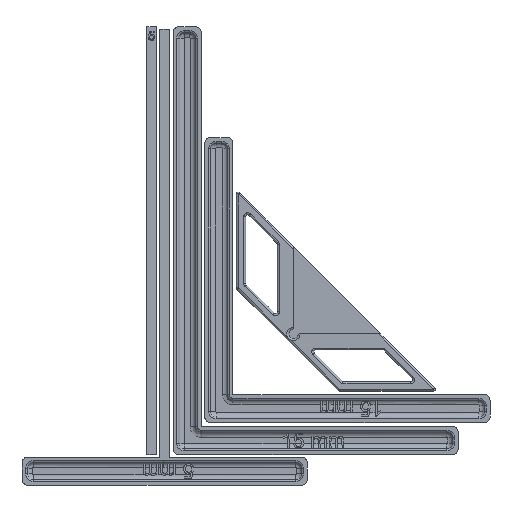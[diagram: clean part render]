
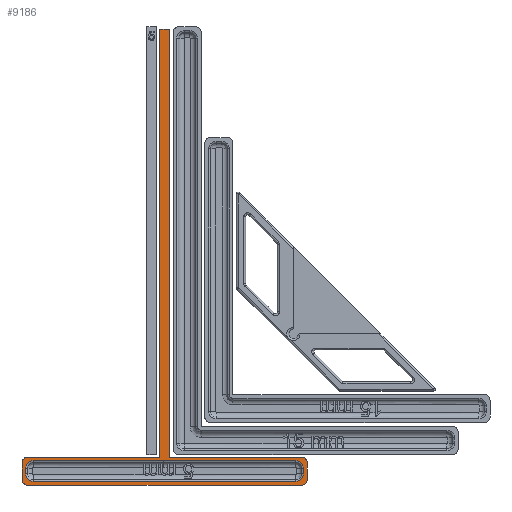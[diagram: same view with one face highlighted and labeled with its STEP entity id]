
A CAD part, top view. The second image highlights one B-rep face of the part: STEP entity #9186.
In plain terms, the highlighted planar face has unit normal (0, 0, 1).
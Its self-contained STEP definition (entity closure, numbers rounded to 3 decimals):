
#310=FACE_BOUND('',#1774,.T.);
#1260=FACE_OUTER_BOUND('',#1773,.T.);
#1773=EDGE_LOOP('',(#8145,#8146,#8147,#8148,#8149,#8150,#8151,#8152,#8153,
#8154,#8155,#8156));
#1774=EDGE_LOOP('',(#8157,#8158,#8159,#8160,#8161,#8162,#8163,#8164,#8165));
#2411=LINE('',#18000,#3130);
#2412=LINE('',#18009,#3131);
#2413=LINE('',#18017,#3132);
#2466=LINE('',#18680,#3185);
#2467=LINE('',#18684,#3186);
#2468=LINE('',#18692,#3187);
#2469=LINE('',#18696,#3188);
#2470=LINE('',#18700,#3189);
#2471=LINE('',#18702,#3190);
#2472=LINE('',#18704,#3191);
#2473=LINE('',#18706,#3192);
#2474=LINE('',#18708,#3193);
#2475=LINE('',#18711,#3194);
#3130=VECTOR('',#11486,10.);
#3131=VECTOR('',#11499,10.);
#3132=VECTOR('',#11510,10.);
#3185=VECTOR('',#11609,10.);
#3186=VECTOR('',#11614,10.);
#3187=VECTOR('',#11623,10.);
#3188=VECTOR('',#11626,10.);
#3189=VECTOR('',#11629,10.);
#3190=VECTOR('',#11630,10.);
#3191=VECTOR('',#11631,10.);
#3192=VECTOR('',#11632,10.);
#3193=VECTOR('',#11633,10.);
#3194=VECTOR('',#11636,10.);
#3478=CIRCLE('',#9831,4.);
#3481=CIRCLE('',#9836,4.);
#3484=CIRCLE('',#9859,4.);
#3487=CIRCLE('',#9865,4.);
#3488=CIRCLE('',#9867,3.);
#3489=CIRCLE('',#9868,3.);
#3490=CIRCLE('',#9869,3.);
#3491=CIRCLE('',#9870,3.);
#4229=VERTEX_POINT('',#17997);
#4230=VERTEX_POINT('',#17999);
#4231=VERTEX_POINT('',#18003);
#4232=VERTEX_POINT('',#18007);
#4233=VERTEX_POINT('',#18011);
#4234=VERTEX_POINT('',#18015);
#4313=VERTEX_POINT('',#18674);
#4314=VERTEX_POINT('',#18678);
#4315=VERTEX_POINT('',#18682);
#4316=VERTEX_POINT('',#18688);
#4317=VERTEX_POINT('',#18689);
#4318=VERTEX_POINT('',#18691);
#4319=VERTEX_POINT('',#18693);
#4320=VERTEX_POINT('',#18695);
#4321=VERTEX_POINT('',#18697);
#4322=VERTEX_POINT('',#18699);
#4323=VERTEX_POINT('',#18701);
#4324=VERTEX_POINT('',#18703);
#4325=VERTEX_POINT('',#18705);
#4326=VERTEX_POINT('',#18707);
#4327=VERTEX_POINT('',#18709);
#5507=EDGE_CURVE('',#4229,#4230,#2411,.T.);
#5510=EDGE_CURVE('',#4231,#4229,#3478,.T.);
#5512=EDGE_CURVE('',#4232,#4231,#2412,.T.);
#5514=EDGE_CURVE('',#4233,#4232,#3481,.T.);
#5516=EDGE_CURVE('',#4234,#4233,#2413,.T.);
#5627=EDGE_CURVE('',#4313,#4234,#3484,.T.);
#5629=EDGE_CURVE('',#4314,#4313,#2466,.T.);
#5631=EDGE_CURVE('',#4315,#4314,#2467,.T.);
#5632=EDGE_CURVE('',#4230,#4315,#3487,.T.);
#5633=EDGE_CURVE('',#4316,#4317,#3488,.T.);
#5634=EDGE_CURVE('',#4316,#4318,#2468,.T.);
#5635=EDGE_CURVE('',#4319,#4318,#3489,.T.);
#5636=EDGE_CURVE('',#4319,#4320,#2469,.T.);
#5637=EDGE_CURVE('',#4321,#4320,#3490,.T.);
#5638=EDGE_CURVE('',#4321,#4322,#2470,.T.);
#5639=EDGE_CURVE('',#4322,#4323,#2471,.T.);
#5640=EDGE_CURVE('',#4323,#4324,#2472,.T.);
#5641=EDGE_CURVE('',#4324,#4325,#2473,.T.);
#5642=EDGE_CURVE('',#4325,#4326,#2474,.T.);
#5643=EDGE_CURVE('',#4327,#4326,#3491,.T.);
#5644=EDGE_CURVE('',#4327,#4317,#2475,.T.);
#8145=ORIENTED_EDGE('',*,*,#5633,.F.);
#8146=ORIENTED_EDGE('',*,*,#5634,.T.);
#8147=ORIENTED_EDGE('',*,*,#5635,.F.);
#8148=ORIENTED_EDGE('',*,*,#5636,.T.);
#8149=ORIENTED_EDGE('',*,*,#5637,.F.);
#8150=ORIENTED_EDGE('',*,*,#5638,.T.);
#8151=ORIENTED_EDGE('',*,*,#5639,.T.);
#8152=ORIENTED_EDGE('',*,*,#5640,.T.);
#8153=ORIENTED_EDGE('',*,*,#5641,.T.);
#8154=ORIENTED_EDGE('',*,*,#5642,.T.);
#8155=ORIENTED_EDGE('',*,*,#5643,.F.);
#8156=ORIENTED_EDGE('',*,*,#5644,.T.);
#8157=ORIENTED_EDGE('',*,*,#5507,.F.);
#8158=ORIENTED_EDGE('',*,*,#5510,.F.);
#8159=ORIENTED_EDGE('',*,*,#5512,.F.);
#8160=ORIENTED_EDGE('',*,*,#5514,.F.);
#8161=ORIENTED_EDGE('',*,*,#5516,.F.);
#8162=ORIENTED_EDGE('',*,*,#5627,.F.);
#8163=ORIENTED_EDGE('',*,*,#5629,.F.);
#8164=ORIENTED_EDGE('',*,*,#5631,.F.);
#8165=ORIENTED_EDGE('',*,*,#5632,.F.);
#8722=PLANE('',#9866);
#9186=ADVANCED_FACE('',(#1260,#310),#8722,.T.);
#9831=AXIS2_PLACEMENT_3D('',#18005,#11493,#11494);
#9836=AXIS2_PLACEMENT_3D('',#18013,#11504,#11505);
#9859=AXIS2_PLACEMENT_3D('',#18676,#11603,#11604);
#9865=AXIS2_PLACEMENT_3D('',#18686,#11617,#11618);
#9866=AXIS2_PLACEMENT_3D('',#18687,#11619,#11620);
#9867=AXIS2_PLACEMENT_3D('',#18690,#11621,#11622);
#9868=AXIS2_PLACEMENT_3D('',#18694,#11624,#11625);
#9869=AXIS2_PLACEMENT_3D('',#18698,#11627,#11628);
#9870=AXIS2_PLACEMENT_3D('',#18710,#11634,#11635);
#11486=DIRECTION('',(0.,-1.,0.));
#11493=DIRECTION('center_axis',(0.,0.,1.));
#11494=DIRECTION('ref_axis',(-0.707,0.707,0.));
#11499=DIRECTION('',(-1.,0.,0.));
#11504=DIRECTION('center_axis',(0.,0.,1.));
#11505=DIRECTION('ref_axis',(0.707,0.707,0.));
#11510=DIRECTION('',(0.,1.,0.));
#11603=DIRECTION('center_axis',(0.,0.,1.));
#11604=DIRECTION('ref_axis',(0.707,-0.707,0.));
#11609=DIRECTION('',(1.,0.,0.));
#11614=DIRECTION('',(1.,0.,0.));
#11617=DIRECTION('center_axis',(0.,0.,1.));
#11618=DIRECTION('ref_axis',(-0.707,-0.707,0.));
#11619=DIRECTION('center_axis',(0.,0.,1.));
#11620=DIRECTION('ref_axis',(1.,0.,0.));
#11621=DIRECTION('center_axis',(0.,0.,-1.));
#11622=DIRECTION('ref_axis',(0.707,0.707,0.));
#11623=DIRECTION('',(-1.,0.,0.));
#11624=DIRECTION('center_axis',(0.,0.,-1.));
#11625=DIRECTION('ref_axis',(-0.707,0.707,0.));
#11626=DIRECTION('',(0.,-1.,0.));
#11627=DIRECTION('center_axis',(0.,0.,-1.));
#11628=DIRECTION('ref_axis',(-0.707,-0.707,0.));
#11629=DIRECTION('',(1.,0.,0.));
#11630=DIRECTION('',(0.,-1.,0.));
#11631=DIRECTION('',(1.,0.,0.));
#11632=DIRECTION('',(0.,1.,0.));
#11633=DIRECTION('',(1.,0.,0.));
#11634=DIRECTION('center_axis',(0.,0.,-1.));
#11635=DIRECTION('ref_axis',(0.707,-0.707,0.));
#11636=DIRECTION('',(0.,1.,0.));
#17997=CARTESIAN_POINT('',(-81.697,240.,5.));
#17999=CARTESIAN_POINT('',(-81.697,237.,5.));
#18000=CARTESIAN_POINT('',(-81.697,180.6,5.));
#18003=CARTESIAN_POINT('',(-77.697,244.,5.));
#18005=CARTESIAN_POINT('Origin',(-77.697,240.,5.));
#18007=CARTESIAN_POINT('',(62.7,244.,5.));
#18009=CARTESIAN_POINT('',(-42.598,244.,5.));
#18011=CARTESIAN_POINT('',(66.7,240.,5.));
#18013=CARTESIAN_POINT('Origin',(62.7,240.,5.));
#18015=CARTESIAN_POINT('',(66.7,237.,5.));
#18017=CARTESIAN_POINT('',(66.7,182.1,5.));
#18674=CARTESIAN_POINT('',(62.7,233.,5.));
#18676=CARTESIAN_POINT('Origin',(62.7,237.,5.));
#18678=CARTESIAN_POINT('',(-7.,233.,5.));
#18680=CARTESIAN_POINT('',(27.601,233.,5.));
#18682=CARTESIAN_POINT('',(-77.697,233.,5.));
#18684=CARTESIAN_POINT('',(-7.249,233.,5.));
#18686=CARTESIAN_POINT('Origin',(-77.697,237.,5.));
#18687=CARTESIAN_POINT('Origin',(-7.499,124.2,5.));
#18688=CARTESIAN_POINT('',(65.7,246.,5.));
#18689=CARTESIAN_POINT('',(68.7,243.,5.));
#18690=CARTESIAN_POINT('Origin',(65.7,243.,5.));
#18691=CARTESIAN_POINT('',(-80.697,246.,5.));
#18692=CARTESIAN_POINT('',(68.7,246.,5.));
#18693=CARTESIAN_POINT('',(-83.697,243.,5.));
#18694=CARTESIAN_POINT('Origin',(-80.697,243.,5.));
#18695=CARTESIAN_POINT('',(-83.697,234.,5.));
#18696=CARTESIAN_POINT('',(-83.697,246.,5.));
#18697=CARTESIAN_POINT('',(-80.697,231.,5.));
#18698=CARTESIAN_POINT('Origin',(-80.697,234.,5.));
#18699=CARTESIAN_POINT('',(-10.,231.,5.));
#18700=CARTESIAN_POINT('',(-83.697,231.,5.));
#18701=CARTESIAN_POINT('',(-10.,2.4,5.));
#18702=CARTESIAN_POINT('',(-10.,231.,5.));
#18703=CARTESIAN_POINT('',(-5.,2.4,5.));
#18704=CARTESIAN_POINT('',(-10.,2.4,5.));
#18705=CARTESIAN_POINT('',(-5.,231.,5.));
#18706=CARTESIAN_POINT('',(-5.,2.4,5.));
#18707=CARTESIAN_POINT('',(65.7,231.,5.));
#18708=CARTESIAN_POINT('',(-7.5,231.,5.));
#18709=CARTESIAN_POINT('',(68.7,234.,5.));
#18710=CARTESIAN_POINT('Origin',(65.7,234.,5.));
#18711=CARTESIAN_POINT('',(68.7,231.,5.));
